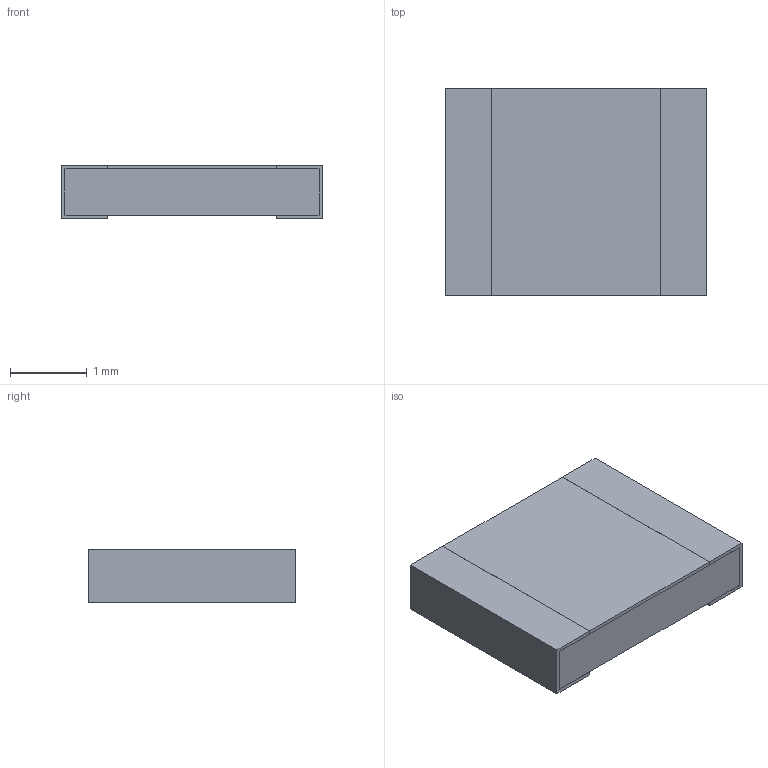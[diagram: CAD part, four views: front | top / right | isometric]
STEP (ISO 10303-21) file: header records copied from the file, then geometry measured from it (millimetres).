
FILE_DESCRIPTION (( 'STEP AP214' ), '1' );
FILE_NAME ('User Library-RES_SMD-1.STEP', '2018-08-29T06:26:53', ( '' ), ( '' ), 'SwSTEP 2.0', 'SolidWorks 2018', '' );
FILE_SCHEMA (( 'AUTOMOTIVE_DESIGN' ));
Length unit declared in the file: millimetre
Products named in the file (1): User Library-RES_SMD-1
Bounding box: 3.4 x 2.7 x 0.7 mm (x, y, z)
Volume: 6.1 mm3; surface area: 26.9 mm2
Topology: 1 solids, 1 shells, 32 faces, 82 edges, 52 vertices
Faces by surface type: plane 32
Entity records: 1042 total; most frequent: CARTESIAN_POINT 167, ORIENTED_EDGE 164, DIRECTION 148, LINE 82, VECTOR 82, EDGE_CURVE 82, VERTEX_POINT 52, AXIS2_PLACEMENT_3D 33
